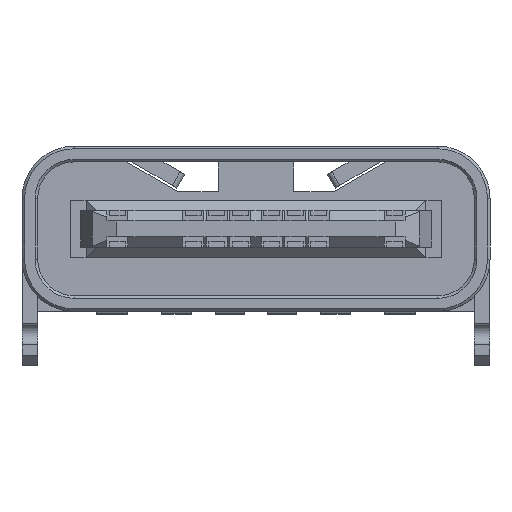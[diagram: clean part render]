
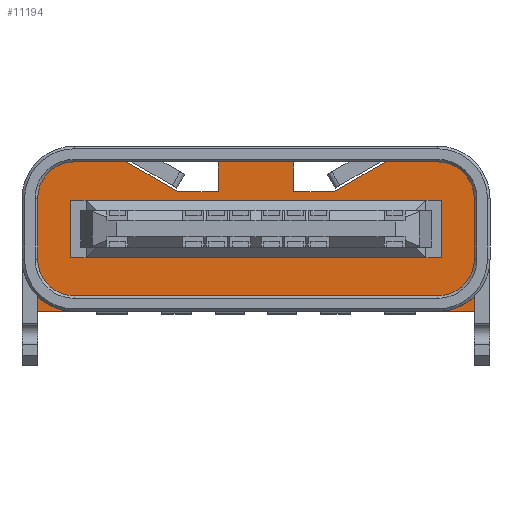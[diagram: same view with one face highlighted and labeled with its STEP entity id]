
A CAD part, front view. The second image highlights one B-rep face of the part: STEP entity #11194.
In plain terms, the highlighted planar face has unit normal (0, -1, 0).
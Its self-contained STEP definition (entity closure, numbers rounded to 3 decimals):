
#42 = EDGE_CURVE ( 'NONE', #2856, #23402, #8452, .T. ) ;
#425 = CARTESIAN_POINT ( 'NONE',  ( -2.473, 2.075, 2.86 ) ) ;
#492 = EDGE_CURVE ( 'NONE', #8559, #3208, #12463, .T. ) ;
#533 = DIRECTION ( 'NONE',  ( 1., 0., 0. ) ) ;
#1024 = EDGE_CURVE ( 'NONE', #13270, #20555, #18888, .T. ) ;
#1303 = DIRECTION ( 'NONE',  ( 0., 0., 1. ) ) ;
#1408 = VECTOR ( 'NONE', #19111, 1000. ) ;
#1476 = VERTEX_POINT ( 'NONE', #17764 ) ;
#1509 = LINE ( 'NONE', #2912, #22957 ) ;
#1652 = ORIENTED_EDGE ( 'NONE', *, *, #23193, .F. ) ;
#2255 = ORIENTED_EDGE ( 'NONE', *, *, #492, .T. ) ;
#2274 = CARTESIAN_POINT ( 'NONE',  ( -0.72, 2.075, 2.86 ) ) ;
#2349 = CARTESIAN_POINT ( 'NONE',  ( -3.475, 2.075, 2.86 ) ) ;
#2629 = DIRECTION ( 'NONE',  ( -1., 0., 0. ) ) ;
#2710 = DIRECTION ( 'NONE',  ( 0., 0., -1. ) ) ;
#2802 = EDGE_CURVE ( 'NONE', #11547, #4409, #16481, .T. ) ;
#2856 = VERTEX_POINT ( 'NONE', #11180 ) ;
#2912 = CARTESIAN_POINT ( 'NONE',  ( 4.175, 2.075, 0. ) ) ;
#3194 = CARTESIAN_POINT ( 'NONE',  ( 1.502, 2.075, 2.293 ) ) ;
#3208 = VERTEX_POINT ( 'NONE', #9076 ) ;
#3418 = CARTESIAN_POINT ( 'NONE',  ( 3.55, 2.075, 1.03 ) ) ;
#3515 = DIRECTION ( 'NONE',  ( -1., 0., 0. ) ) ;
#3537 = LINE ( 'NONE', #14021, #19618 ) ;
#3681 = LINE ( 'NONE', #20065, #5235 ) ;
#3923 = EDGE_CURVE ( 'NONE', #10658, #17410, #1509, .T. ) ;
#4029 = LINE ( 'NONE', #20325, #7514 ) ;
#4158 = DIRECTION ( 'NONE',  ( 0., 0., 1. ) ) ;
#4186 = LINE ( 'NONE', #20476, #13850 ) ;
#4199 = DIRECTION ( 'NONE',  ( 0., 0., 1. ) ) ;
#4265 = ORIENTED_EDGE ( 'NONE', *, *, #1024, .T. ) ;
#4354 = ORIENTED_EDGE ( 'NONE', *, *, #9540, .F. ) ;
#4409 = VERTEX_POINT ( 'NONE', #11482 ) ;
#4874 = ORIENTED_EDGE ( 'NONE', *, *, #3923, .F. ) ;
#4943 = CARTESIAN_POINT ( 'NONE',  ( 0.72, 2.075, 2.86 ) ) ;
#4998 = LINE ( 'NONE', #15615, #10135 ) ;
#5235 = VECTOR ( 'NONE', #9380, 1000. ) ;
#5280 = EDGE_CURVE ( 'NONE', #16408, #20555, #4998, .T. ) ;
#5532 = ORIENTED_EDGE ( 'NONE', *, *, #11052, .T. ) ;
#5555 = EDGE_CURVE ( 'NONE', #18563, #10800, #17240, .T. ) ;
#5593 = CARTESIAN_POINT ( 'NONE',  ( -3.475, 2.075, 2.16 ) ) ;
#5663 = ORIENTED_EDGE ( 'NONE', *, *, #17224, .T. ) ;
#5974 = DIRECTION ( 'NONE',  ( 0.864, 0., -0.504 ) ) ;
#6185 = DIRECTION ( 'NONE',  ( 0., 0., 1. ) ) ;
#6202 = LINE ( 'NONE', #11305, #10283 ) ;
#6282 = CARTESIAN_POINT ( 'NONE',  ( -2.473, 2.075, 2.86 ) ) ;
#6374 = CARTESIAN_POINT ( 'NONE',  ( -4.175, 2.075, 11.318 ) ) ;
#6393 = VERTEX_POINT ( 'NONE', #22400 ) ;
#6607 = FACE_BOUND ( 'NONE', #8309, .T. ) ;
#6622 = CARTESIAN_POINT ( 'NONE',  ( 3.55, 2.075, 2.13 ) ) ;
#6648 = ORIENTED_EDGE ( 'NONE', *, *, #14269, .F. ) ;
#6654 = LINE ( 'NONE', #19482, #8778 ) ;
#7376 = EDGE_CURVE ( 'NONE', #10658, #1476, #4029, .T. ) ;
#7490 = ORIENTED_EDGE ( 'NONE', *, *, #42, .F. ) ;
#7514 = VECTOR ( 'NONE', #4158, 1000. ) ;
#7962 = LINE ( 'NONE', #9632, #10604 ) ;
#8189 = EDGE_CURVE ( 'NONE', #10800, #15622, #12847, .T. ) ;
#8309 = EDGE_LOOP ( 'NONE', ( #15390, #4265, #18247, #17380 ) ) ;
#8452 = CIRCLE ( 'NONE', #17089, 0.7 ) ;
#8546 = ORIENTED_EDGE ( 'NONE', *, *, #7376, .T. ) ;
#8559 = VERTEX_POINT ( 'NONE', #20874 ) ;
#8624 = ORIENTED_EDGE ( 'NONE', *, *, #8189, .F. ) ;
#8778 = VECTOR ( 'NONE', #23082, 1000. ) ;
#8818 = CARTESIAN_POINT ( 'NONE',  ( -4.175, 2.075, 0. ) ) ;
#9005 = VECTOR ( 'NONE', #1303, 1000. ) ;
#9031 = EDGE_CURVE ( 'NONE', #13270, #6393, #7962, .T. ) ;
#9076 = CARTESIAN_POINT ( 'NONE',  ( 2.473, 2.075, 2.86 ) ) ;
#9380 = DIRECTION ( 'NONE',  ( 0., 0., 1. ) ) ;
#9540 = EDGE_CURVE ( 'NONE', #4409, #18563, #6202, .T. ) ;
#9632 = CARTESIAN_POINT ( 'NONE',  ( -3.55, 2.075, 2.13 ) ) ;
#10116 = DIRECTION ( 'NONE',  ( 1., 0., 0. ) ) ;
#10135 = VECTOR ( 'NONE', #10116, 1000. ) ;
#10283 = VECTOR ( 'NONE', #533, 1000. ) ;
#10301 = CARTESIAN_POINT ( 'NONE',  ( -0.72, 2.075, 2.293 ) ) ;
#10540 = LINE ( 'NONE', #3194, #18935 ) ;
#10604 = VECTOR ( 'NONE', #2629, 1000. ) ;
#10605 = VECTOR ( 'NONE', #12401, 1000. ) ;
#10658 = VERTEX_POINT ( 'NONE', #19991 ) ;
#10800 = VERTEX_POINT ( 'NONE', #2274 ) ;
#11052 = EDGE_CURVE ( 'NONE', #21551, #14533, #10540, .T. ) ;
#11142 = CARTESIAN_POINT ( 'NONE',  ( 3.55, 2.075, 2.13 ) ) ;
#11180 = CARTESIAN_POINT ( 'NONE',  ( -4.175, 2.075, 2.16 ) ) ;
#11194 = ADVANCED_FACE ( 'NONE', ( #6607, #22912 ), #13677, .T. ) ;
#11305 = CARTESIAN_POINT ( 'NONE',  ( -1.502, 2.075, 2.293 ) ) ;
#11482 = CARTESIAN_POINT ( 'NONE',  ( -1.502, 2.075, 2.293 ) ) ;
#11547 = VERTEX_POINT ( 'NONE', #6282 ) ;
#12037 = LINE ( 'NONE', #22926, #1408 ) ;
#12192 = VECTOR ( 'NONE', #3515, 1000. ) ;
#12401 = DIRECTION ( 'NONE',  ( 1., 0., 0. ) ) ;
#12463 = LINE ( 'NONE', #12572, #12192 ) ;
#12572 = CARTESIAN_POINT ( 'NONE',  ( 3.475, 2.075, 2.86 ) ) ;
#12847 = LINE ( 'NONE', #21491, #10605 ) ;
#13270 = VERTEX_POINT ( 'NONE', #11142 ) ;
#13677 = PLANE ( 'NONE',  #19324 ) ;
#13712 = CARTESIAN_POINT ( 'NONE',  ( -3.55, 2.075, 1.03 ) ) ;
#13850 = VECTOR ( 'NONE', #6185, 1000. ) ;
#13869 = EDGE_CURVE ( 'NONE', #6393, #16408, #12037, .T. ) ;
#14021 = CARTESIAN_POINT ( 'NONE',  ( 2.473, 2.075, 2.86 ) ) ;
#14098 = VECTOR ( 'NONE', #2710, 1000. ) ;
#14269 = EDGE_CURVE ( 'NONE', #17410, #2856, #4186, .T. ) ;
#14533 = VERTEX_POINT ( 'NONE', #21214 ) ;
#14643 = CARTESIAN_POINT ( 'NONE',  ( -0.72, 2.075, 2.293 ) ) ;
#14821 = ORIENTED_EDGE ( 'NONE', *, *, #22555, .T. ) ;
#15040 = EDGE_CURVE ( 'NONE', #14533, #15622, #3681, .T. ) ;
#15390 = ORIENTED_EDGE ( 'NONE', *, *, #9031, .F. ) ;
#15615 = CARTESIAN_POINT ( 'NONE',  ( -3.55, 2.075, 1.03 ) ) ;
#15622 = VERTEX_POINT ( 'NONE', #4943 ) ;
#15771 = AXIS2_PLACEMENT_3D ( 'NONE', #22273, #20120, #4199 ) ;
#16408 = VERTEX_POINT ( 'NONE', #13712 ) ;
#16481 = LINE ( 'NONE', #425, #21377 ) ;
#16748 = ORIENTED_EDGE ( 'NONE', *, *, #5555, .F. ) ;
#17089 = AXIS2_PLACEMENT_3D ( 'NONE', #5593, #21640, #17760 ) ;
#17224 = EDGE_CURVE ( 'NONE', #1476, #8559, #19900, .T. ) ;
#17240 = LINE ( 'NONE', #10301, #9005 ) ;
#17330 = DIRECTION ( 'NONE',  ( -1., 0., 0. ) ) ;
#17378 = CARTESIAN_POINT ( 'NONE',  ( 1.502, 2.075, 2.293 ) ) ;
#17380 = ORIENTED_EDGE ( 'NONE', *, *, #13869, .F. ) ;
#17410 = VERTEX_POINT ( 'NONE', #8818 ) ;
#17760 = DIRECTION ( 'NONE',  ( 0., 0., 1. ) ) ;
#17764 = CARTESIAN_POINT ( 'NONE',  ( 4.175, 2.075, 2.16 ) ) ;
#18037 = DIRECTION ( 'NONE',  ( -0.864, 0., -0.504 ) ) ;
#18247 = ORIENTED_EDGE ( 'NONE', *, *, #5280, .F. ) ;
#18563 = VERTEX_POINT ( 'NONE', #14643 ) ;
#18888 = LINE ( 'NONE', #6622, #14098 ) ;
#18935 = VECTOR ( 'NONE', #20907, 1000. ) ;
#18977 = DIRECTION ( 'NONE',  ( 0., -1., 0. ) ) ;
#19111 = DIRECTION ( 'NONE',  ( 0., 0., -1. ) ) ;
#19324 = AXIS2_PLACEMENT_3D ( 'NONE', #6374, #18977, #20888 ) ;
#19482 = CARTESIAN_POINT ( 'NONE',  ( -3.475, 2.075, 2.86 ) ) ;
#19618 = VECTOR ( 'NONE', #18037, 1000. ) ;
#19900 = CIRCLE ( 'NONE', #15771, 0.7 ) ;
#19991 = CARTESIAN_POINT ( 'NONE',  ( 4.175, 2.075, 0. ) ) ;
#20065 = CARTESIAN_POINT ( 'NONE',  ( 0.72, 2.075, 2.293 ) ) ;
#20120 = DIRECTION ( 'NONE',  ( 0., -1., 0. ) ) ;
#20325 = CARTESIAN_POINT ( 'NONE',  ( 4.175, 2.075, 1. ) ) ;
#20476 = CARTESIAN_POINT ( 'NONE',  ( -4.175, 2.075, 1. ) ) ;
#20555 = VERTEX_POINT ( 'NONE', #3418 ) ;
#20874 = CARTESIAN_POINT ( 'NONE',  ( 3.475, 2.075, 2.86 ) ) ;
#20888 = DIRECTION ( 'NONE',  ( 0., 0., 1. ) ) ;
#20907 = DIRECTION ( 'NONE',  ( -1., 0., 0. ) ) ;
#21007 = EDGE_LOOP ( 'NONE', ( #22376, #8624, #16748, #4354, #22355, #1652, #7490, #6648, #4874, #8546, #5663, #2255, #14821, #5532 ) ) ;
#21214 = CARTESIAN_POINT ( 'NONE',  ( 0.72, 2.075, 2.293 ) ) ;
#21377 = VECTOR ( 'NONE', #5974, 1000. ) ;
#21491 = CARTESIAN_POINT ( 'NONE',  ( -0.72, 2.075, 2.86 ) ) ;
#21551 = VERTEX_POINT ( 'NONE', #17378 ) ;
#21640 = DIRECTION ( 'NONE',  ( 0., 1., 0. ) ) ;
#22273 = CARTESIAN_POINT ( 'NONE',  ( 3.475, 2.075, 2.16 ) ) ;
#22355 = ORIENTED_EDGE ( 'NONE', *, *, #2802, .F. ) ;
#22376 = ORIENTED_EDGE ( 'NONE', *, *, #15040, .T. ) ;
#22400 = CARTESIAN_POINT ( 'NONE',  ( -3.55, 2.075, 2.13 ) ) ;
#22555 = EDGE_CURVE ( 'NONE', #3208, #21551, #3537, .T. ) ;
#22912 = FACE_OUTER_BOUND ( 'NONE', #21007, .T. ) ;
#22926 = CARTESIAN_POINT ( 'NONE',  ( -3.55, 2.075, 2.13 ) ) ;
#22957 = VECTOR ( 'NONE', #17330, 1000. ) ;
#23082 = DIRECTION ( 'NONE',  ( 1., 0., 0. ) ) ;
#23193 = EDGE_CURVE ( 'NONE', #23402, #11547, #6654, .T. ) ;
#23402 = VERTEX_POINT ( 'NONE', #2349 ) ;
